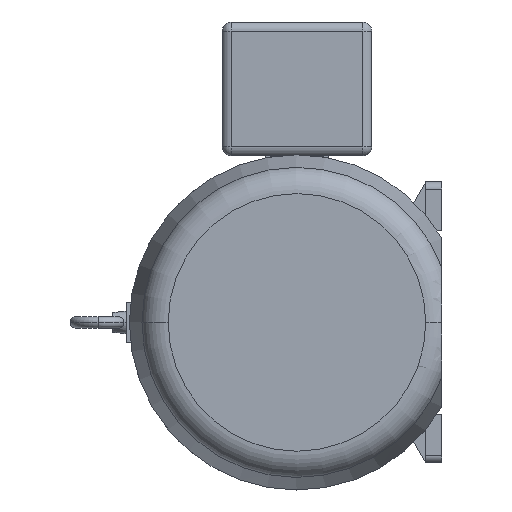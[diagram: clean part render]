
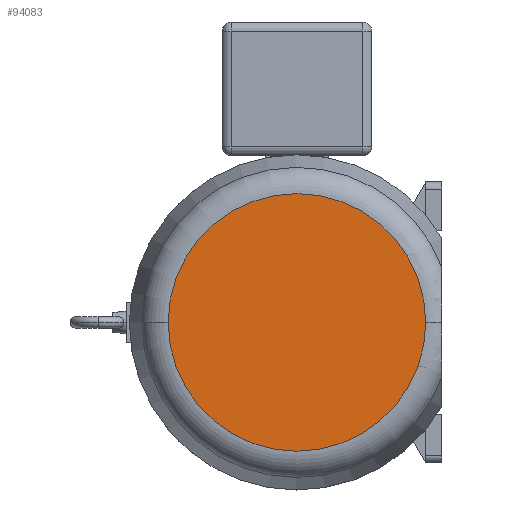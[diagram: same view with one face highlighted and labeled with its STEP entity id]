
A CAD part, left-side view. The second image highlights one B-rep face of the part: STEP entity #94083.
In plain terms, the highlighted planar face has unit normal (-1, 0, 0).
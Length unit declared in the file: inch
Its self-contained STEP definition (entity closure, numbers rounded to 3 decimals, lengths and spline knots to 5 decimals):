
#28871 = AXIS2_PLACEMENT_3D ( 'NONE', #75546, #132505, #95344 ) ;
#32719 = CARTESIAN_POINT ( 'NONE',  ( -39.39, 7.1076, 0. ) ) ;
#41161 = CARTESIAN_POINT ( 'NONE',  ( -39.39, -7.1076, 0. ) ) ;
#41450 = AXIS2_PLACEMENT_3D ( 'NONE', #89416, #160630, #158334 ) ;
#43853 = CARTESIAN_POINT ( 'NONE',  ( -39.39, 0., 0. ) ) ;
#56926 = ORIENTED_EDGE ( 'NONE', *, *, #97912, .F. ) ;
#75546 = CARTESIAN_POINT ( 'NONE',  ( -39.39, 0., 0. ) ) ;
#80551 = VERTEX_POINT ( 'NONE', #41161 ) ;
#87157 = PLANE ( 'NONE',  #41450 ) ;
#89416 = CARTESIAN_POINT ( 'NONE',  ( -39.39, 7.1076, 0. ) ) ;
#94083 = ADVANCED_FACE ( 'Defeatured_0_22', ( #108086 ), #87157, .F. ) ;
#94733 = EDGE_LOOP ( 'NONE', ( #144321, #56926 ) ) ;
#95344 = DIRECTION ( 'NONE',  ( 0., -1., 0. ) ) ;
#97912 = EDGE_CURVE ( 'Defeatured_0_30+Defeatured_0_22+Defeatured_0_22+Defeatured_0_22', #191094, #80551, #184080, .T. ) ;
#98748 = DIRECTION ( 'NONE',  ( 1., 0., 0. ) ) ;
#108086 = FACE_OUTER_BOUND ( 'NONE', #94733, .T. ) ;
#132505 = DIRECTION ( 'NONE',  ( 1., 0., 0. ) ) ;
#144321 = ORIENTED_EDGE ( 'NONE', *, *, #177960, .F. ) ;
#158334 = DIRECTION ( 'NONE',  ( 0., -1., 0. ) ) ;
#160630 = DIRECTION ( 'NONE',  ( 1., 0., 0. ) ) ;
#172227 = DIRECTION ( 'NONE',  ( 0., -1., 0. ) ) ;
#177960 = EDGE_CURVE ( 'Defeatured_0_30+Defeatured_0_22+Defeatured_0_22+Defeatured_0_22', #80551, #191094, #196595, .T. ) ;
#184080 = CIRCLE ( 'NONE', #228667, 7.1076 ) ;
#191094 = VERTEX_POINT ( 'NONE', #32719 ) ;
#196595 = CIRCLE ( 'NONE', #28871, 7.1076 ) ;
#228667 = AXIS2_PLACEMENT_3D ( 'NONE', #43853, #98748, #172227 ) ;
